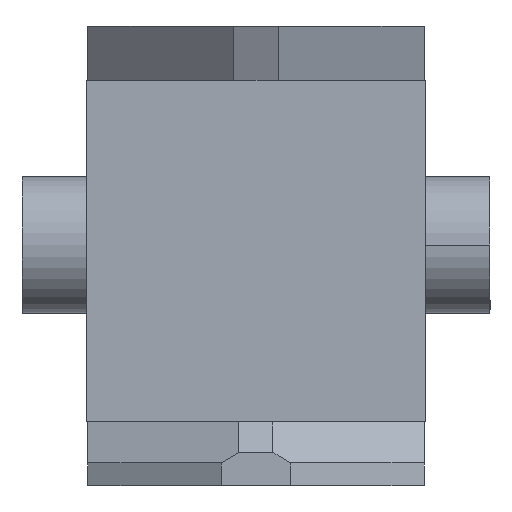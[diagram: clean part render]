
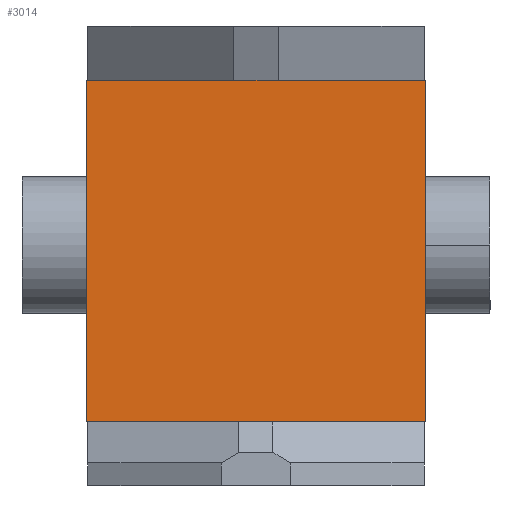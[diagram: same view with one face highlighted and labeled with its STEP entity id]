
A CAD part, left-side view. The second image highlights one B-rep face of the part: STEP entity #3014.
In plain terms, the highlighted planar face has unit normal (-1, 0, 0).
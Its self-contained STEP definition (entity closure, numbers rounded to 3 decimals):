
#36 = VECTOR ( 'NONE', #1576, 1000. ) ;
#328 = VERTEX_POINT ( 'NONE', #1081 ) ;
#561 = VECTOR ( 'NONE', #1127, 1000. ) ;
#573 = CARTESIAN_POINT ( 'NONE',  ( 0., 0., 15. ) ) ;
#576 = ORIENTED_EDGE ( 'NONE', *, *, #2005, .F. ) ;
#677 = VECTOR ( 'NONE', #1881, 1000. ) ;
#682 = CARTESIAN_POINT ( 'NONE',  ( 0., 0., 30. ) ) ;
#765 = CARTESIAN_POINT ( 'NONE',  ( 0., -14.9, 0. ) ) ;
#867 = LINE ( 'NONE', #3590, #561 ) ;
#1081 = CARTESIAN_POINT ( 'NONE',  ( 0., 14.9, 30. ) ) ;
#1127 = DIRECTION ( 'NONE',  ( 0., 0., 1. ) ) ;
#1210 = FACE_OUTER_BOUND ( 'NONE', #3345, .T. ) ;
#1265 = CARTESIAN_POINT ( 'NONE',  ( 0., 14.9, 0. ) ) ;
#1576 = DIRECTION ( 'NONE',  ( 0., 1., 0. ) ) ;
#1768 = PLANE ( 'NONE',  #2988 ) ;
#1881 = DIRECTION ( 'NONE',  ( 0., -1., 0. ) ) ;
#2005 = EDGE_CURVE ( 'NONE', #2336, #3777, #3354, .T. ) ;
#2175 = CARTESIAN_POINT ( 'NONE',  ( 0., -14.9, 15. ) ) ;
#2181 = CARTESIAN_POINT ( 'NONE',  ( 0., 0., 0. ) ) ;
#2295 = CARTESIAN_POINT ( 'NONE',  ( 0., -14.9, 30. ) ) ;
#2336 = VERTEX_POINT ( 'NONE', #2295 ) ;
#2556 = ORIENTED_EDGE ( 'NONE', *, *, #3006, .F. ) ;
#2656 = VERTEX_POINT ( 'NONE', #1265 ) ;
#2914 = VECTOR ( 'NONE', #3389, 1000. ) ;
#2926 = ORIENTED_EDGE ( 'NONE', *, *, #3178, .F. ) ;
#2988 = AXIS2_PLACEMENT_3D ( 'NONE', #573, #3926, #3328 ) ;
#3006 = EDGE_CURVE ( 'NONE', #2656, #328, #867, .T. ) ;
#3014 = ADVANCED_FACE ( 'NONE', ( #1210 ), #1768, .F. ) ;
#3178 = EDGE_CURVE ( 'NONE', #3777, #2656, #3699, .T. ) ;
#3328 = DIRECTION ( 'NONE',  ( 0., -1., 0. ) ) ;
#3345 = EDGE_LOOP ( 'NONE', ( #2556, #2926, #576, #3691 ) ) ;
#3354 = LINE ( 'NONE', #2175, #2914 ) ;
#3389 = DIRECTION ( 'NONE',  ( 0., 0., -1. ) ) ;
#3397 = LINE ( 'NONE', #682, #677 ) ;
#3590 = CARTESIAN_POINT ( 'NONE',  ( 0., 14.9, 15. ) ) ;
#3603 = EDGE_CURVE ( 'NONE', #328, #2336, #3397, .T. ) ;
#3691 = ORIENTED_EDGE ( 'NONE', *, *, #3603, .F. ) ;
#3699 = LINE ( 'NONE', #2181, #36 ) ;
#3777 = VERTEX_POINT ( 'NONE', #765 ) ;
#3926 = DIRECTION ( 'NONE',  ( 1., 0., 0. ) ) ;
